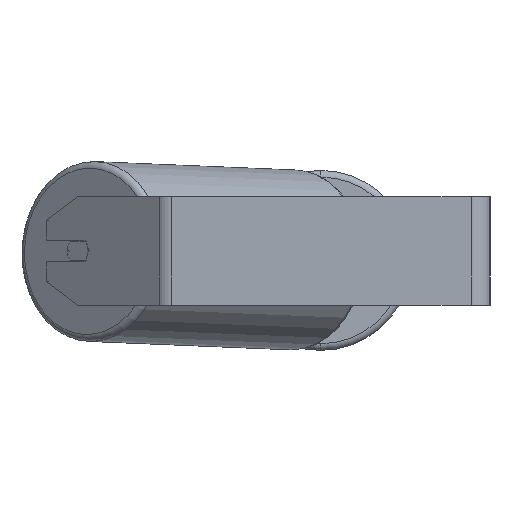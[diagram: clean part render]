
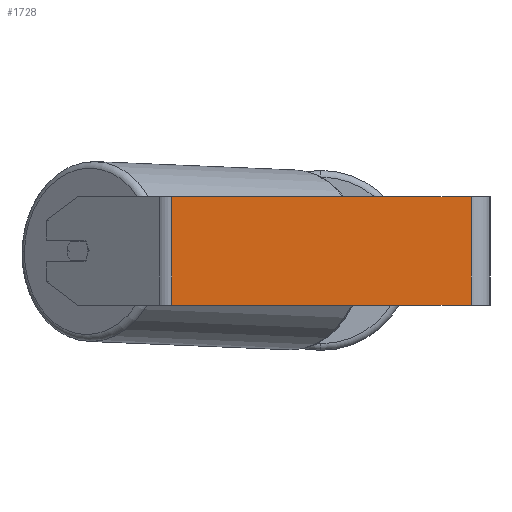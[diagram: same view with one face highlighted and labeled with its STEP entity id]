
A CAD part, left-side view. The second image highlights one B-rep face of the part: STEP entity #1728.
In plain terms, the highlighted planar face has unit normal (-1, 0, 0).
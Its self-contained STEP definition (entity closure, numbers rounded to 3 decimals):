
#196 = LINE ( 'NONE', #2900, #4355 ) ;
#688 = DIRECTION ( 'NONE',  ( 0., -1., 0. ) ) ;
#872 = VECTOR ( 'NONE', #6739, 1000. ) ;
#1124 = DIRECTION ( 'NONE',  ( 0., 0., -1. ) ) ;
#1151 = ORIENTED_EDGE ( 'NONE', *, *, #6756, .F. ) ;
#1181 = LINE ( 'NONE', #3886, #8488 ) ;
#1287 = LINE ( 'NONE', #3412, #872 ) ;
#1614 = EDGE_CURVE ( 'NONE', #7880, #2159, #196, .T. ) ;
#1676 = EDGE_LOOP ( 'NONE', ( #6796, #1151, #5652, #7775 ) ) ;
#1728 = ADVANCED_FACE ( 'NONE', ( #5159 ), #7192, .F. ) ;
#1813 = CARTESIAN_POINT ( 'NONE',  ( -415., 14., 40. ) ) ;
#1946 = AXIS2_PLACEMENT_3D ( 'NONE', #5728, #4311, #1124 ) ;
#2159 = VERTEX_POINT ( 'NONE', #6642 ) ;
#2900 = CARTESIAN_POINT ( 'NONE',  ( -415., 235.339, 40. ) ) ;
#3141 = CARTESIAN_POINT ( 'NONE',  ( -415., 235.339, 40. ) ) ;
#3412 = CARTESIAN_POINT ( 'NONE',  ( -415., 14., 40. ) ) ;
#3886 = CARTESIAN_POINT ( 'NONE',  ( -415., 240.435, 40. ) ) ;
#4234 = EDGE_CURVE ( 'NONE', #7880, #7074, #1181, .T. ) ;
#4311 = DIRECTION ( 'NONE',  ( 1., 0., 0. ) ) ;
#4355 = VECTOR ( 'NONE', #8283, 1000. ) ;
#4465 = EDGE_CURVE ( 'NONE', #2159, #8261, #5547, .T. ) ;
#4651 = VECTOR ( 'NONE', #6153, 1000. ) ;
#5159 = FACE_OUTER_BOUND ( 'NONE', #1676, .T. ) ;
#5547 = LINE ( 'NONE', #8236, #4651 ) ;
#5652 = ORIENTED_EDGE ( 'NONE', *, *, #4234, .F. ) ;
#5728 = CARTESIAN_POINT ( 'NONE',  ( -415., 240.435, 40. ) ) ;
#6029 = CARTESIAN_POINT ( 'NONE',  ( -415., 14., -40. ) ) ;
#6153 = DIRECTION ( 'NONE',  ( 0., -1., 0. ) ) ;
#6642 = CARTESIAN_POINT ( 'NONE',  ( -415., 235.339, -40. ) ) ;
#6739 = DIRECTION ( 'NONE',  ( 0., 0., -1. ) ) ;
#6756 = EDGE_CURVE ( 'NONE', #7074, #8261, #1287, .T. ) ;
#6796 = ORIENTED_EDGE ( 'NONE', *, *, #4465, .T. ) ;
#7074 = VERTEX_POINT ( 'NONE', #1813 ) ;
#7192 = PLANE ( 'NONE',  #1946 ) ;
#7775 = ORIENTED_EDGE ( 'NONE', *, *, #1614, .T. ) ;
#7880 = VERTEX_POINT ( 'NONE', #3141 ) ;
#8236 = CARTESIAN_POINT ( 'NONE',  ( -415., 240.435, -40. ) ) ;
#8261 = VERTEX_POINT ( 'NONE', #6029 ) ;
#8283 = DIRECTION ( 'NONE',  ( 0., 0., -1. ) ) ;
#8488 = VECTOR ( 'NONE', #688, 1000. ) ;
